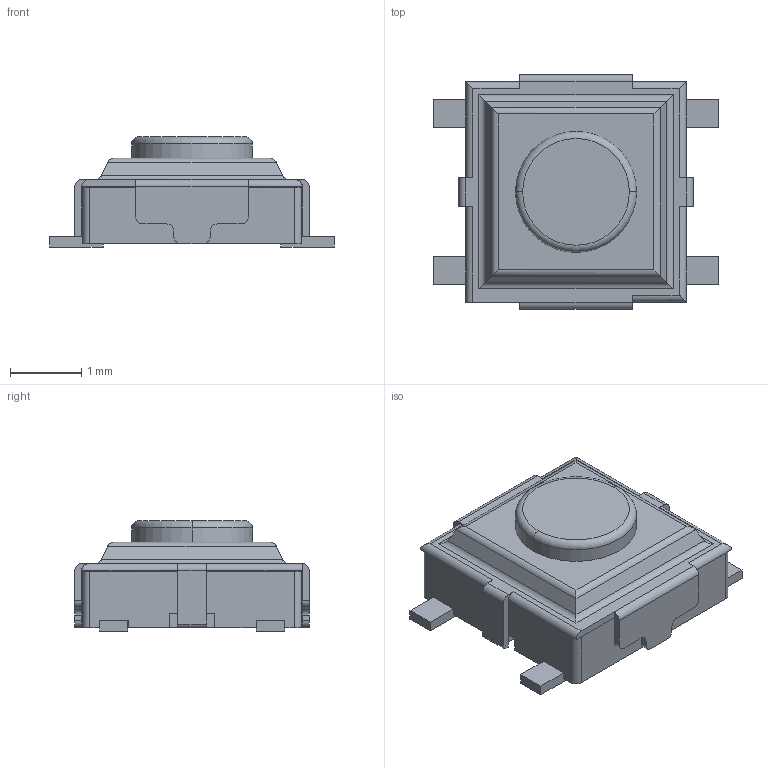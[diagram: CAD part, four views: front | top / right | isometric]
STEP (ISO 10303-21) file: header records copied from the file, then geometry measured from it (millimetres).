
FILE_DESCRIPTION (( 'STEP AP214' ), '1' );
FILE_NAME ('SW-SMD_L3.1-W3.1-P2.20-LS4.0.step', '2022-07-26T15:18:57', ( '' ), ( '' ), 'SwSTEP 2.0', 'SolidWorks 2020', '' );
FILE_SCHEMA (( 'AUTOMOTIVE_DESIGN' ));
Length unit declared in the file: millimetre
Products named in the file (1): SW-SMD_L3.1-W3.1-P2.20-LS4.0
Bounding box: 4 x 3.3 x 1.55 mm (x, y, z)
Volume: 11.1 mm3; surface area: 69 mm2
Topology: 20 solids, 20 shells, 448 faces, 1193 edges, 789 vertices
Faces by surface type: plane 287, bspline 112, cylinder 47, torus 2
Entity records: 19954 total; most frequent: CARTESIAN_POINT 4548, ORIENTED_EDGE 2386, DIRECTION 1704, EDGE_CURVE 1193, VECTOR 878, LINE 878, VERTEX_POINT 789, EDGE_LOOP 464
